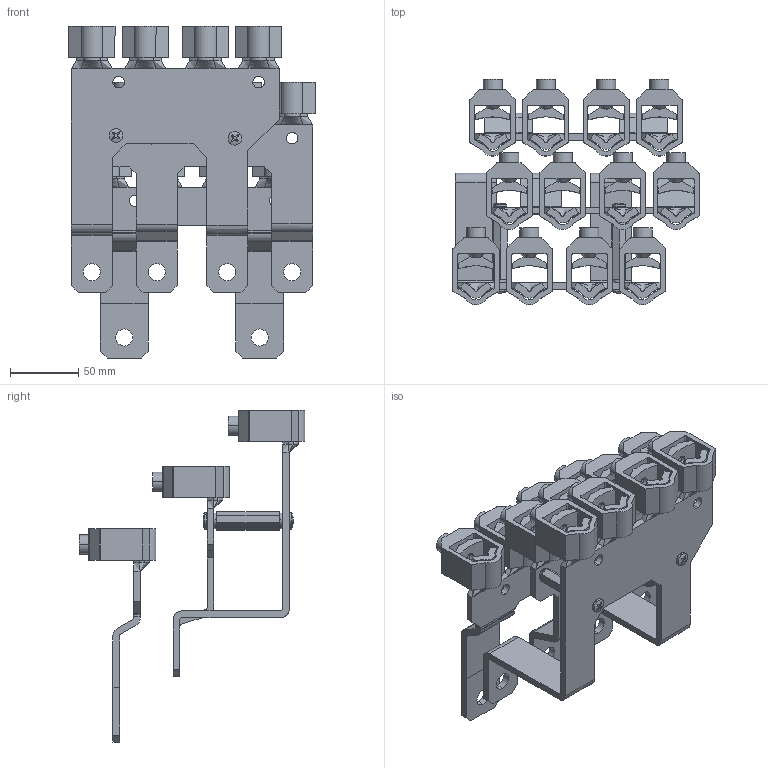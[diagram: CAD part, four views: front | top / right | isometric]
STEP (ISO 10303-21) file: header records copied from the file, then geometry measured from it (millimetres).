
FILE_DESCRIPTION((''),'2;1');
FILE_NAME('1SEB621072_ASM','2020-08-05T13:34:06',('FIALPRI1'),(''),'CREO PARAMETRIC BY PTC INC, 2019164','CREO PARAMETRIC BY PTC INC, 2019164','');
FILE_SCHEMA(('AUTOMOTIVE_DESIGN { 1 0 10303 214 1 1 1 1 }'));
Products named in the file (15): 1SEP619609P0001_A02_48019; 1SEP619609P0001_A02_131080; 1SEP619609P0001_A02_131079; 1SEP619609P0001_A02_159323; 1SEP619609P0001_A02_160379; 1SEP619609P0001_A02_ASM; 1SEP619607P0001_A01; 1SEP619608P0001_A01; MIG100121_02; MIG100171_01; MIG100122_02; NHSN722066P0003_D_ASM; NHSN660009P0550_A; HCSN401051P0207_01; 1SEB621072_ASM
Assembly tree (29 placements, depth 3):
  1SEB621072_ASM
    1SEP619609P0001_A02_ASM
      1SEP619609P0001_A02_48019
      1SEP619609P0001_A02_131080
      1SEP619609P0001_A02_131079
      1SEP619609P0001_A02_159323
      1SEP619609P0001_A02_160379
    1SEP619607P0001_A01
    1SEP619608P0001_A01
    NHSN722066P0003_D_ASM  x12
      MIG100121_02
      MIG100171_01
      MIG100122_02
    NHSN660009P0550_A  x2
    HCSN401051P0207_01  x4
Bounding box: 180.09 x 165.34 x 242.93 mm (x, y, z)
Volume: 487454.8 mm3; surface area: 254902.2 mm2
Topology: 49 solids, 49 shells, 4399 faces, 10586 edges, 6797 vertices
Faces by surface type: plane 1913, bspline 1021, cylinder 861, extrusion 452, cone 88, torus 56, sphere 8
Entity records: 202979 total; most frequent: CARTESIAN_POINT 93472, ORIENTED_EDGE 16452, DIRECTION 12020, PRESENTATION_STYLE_ASSIGNMENT 8508, STYLED_ITEM 8508, CURVE_STYLE 8496, EDGE_CURVE 8226, VECTOR 6487
